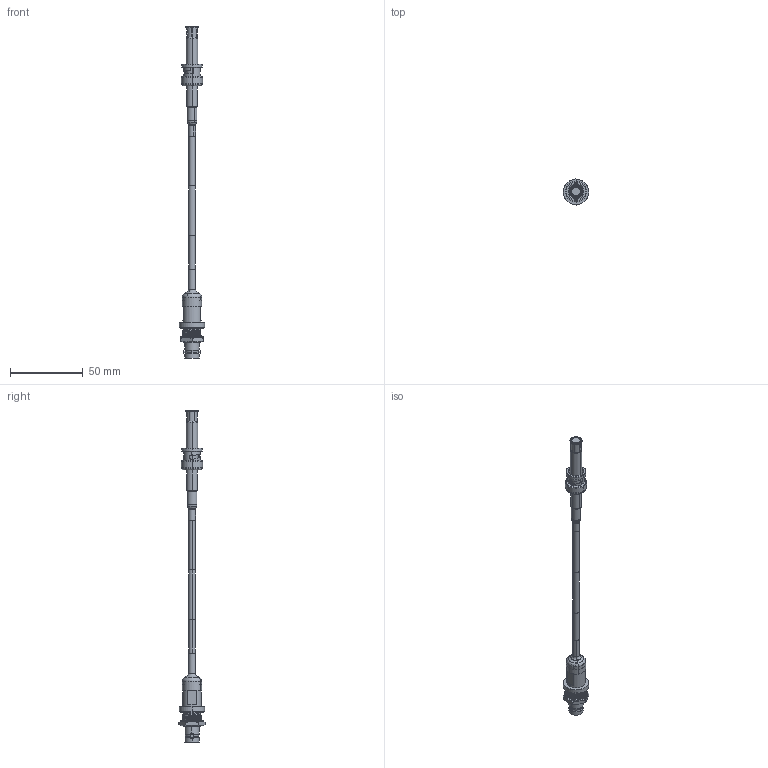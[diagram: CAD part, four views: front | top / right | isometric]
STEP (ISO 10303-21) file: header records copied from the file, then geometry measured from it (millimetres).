
FILE_DESCRIPTION (( 'STEP AP214' ), '1' );
FILE_NAME ('FMCA9789_3D.step', '2025-05-05T22:38:45', ( '' ), ( '' ), 'SwSTEP 2.0', 'SolidWorks 2022', '' );
FILE_SCHEMA (( 'AUTOMOTIVE_DESIGN' ));
Length unit declared in the file: inch
Products named in the file (6): FMCN45909; FMCN45836; Heat Shrink^FMCA9789_Config 1; RG303／U_5 Inch Length with Lable; Heat Shrink^FMCA9789; FMCA9789_3D
Assembly tree (5 placements, depth 2):
  FMCA9789_3D
    RG303／U_5 Inch Length with Lable
    FMCN45836
    FMCN45909
    Heat Shrink^FMCA9789
    Heat Shrink^FMCA9789_Config 1
Bounding box: 17.45 x 18.33 x 228.24 mm (x, y, z)
Volume: 10654.6 mm3; surface area: 11146.2 mm2
Topology: 8 solids, 9 shells, 496 faces, 1285 edges, 833 vertices
Faces by surface type: cylinder 176, plane 125, bspline 91, cone 80, torus 24
Entity records: 31312 total; most frequent: CARTESIAN_POINT 19801, ORIENTED_EDGE 2570, DIRECTION 2096, EDGE_CURVE 1285, AXIS2_PLACEMENT_3D 882, VERTEX_POINT 833, EDGE_LOOP 536, FACE_OUTER_BOUND 496
